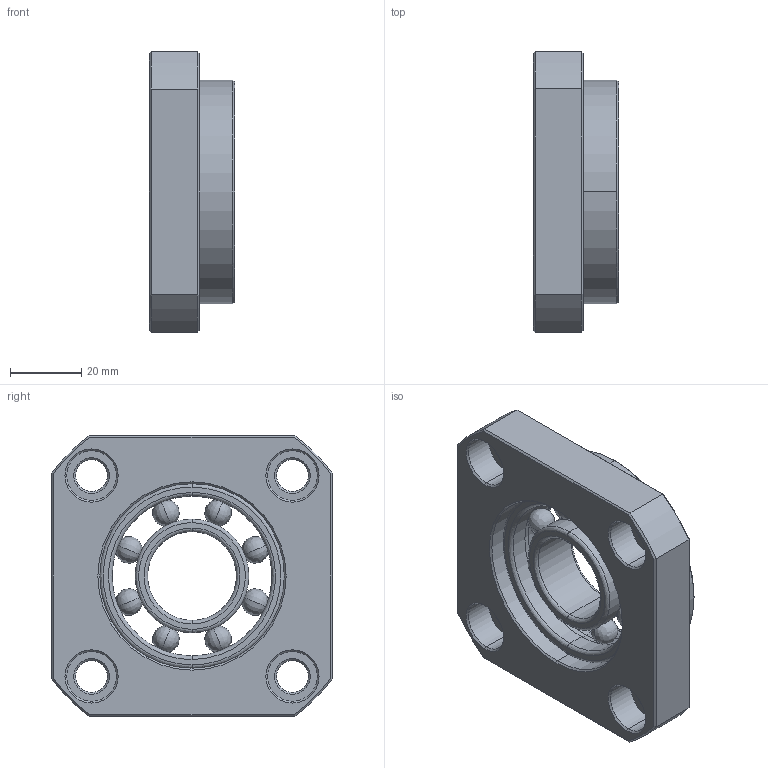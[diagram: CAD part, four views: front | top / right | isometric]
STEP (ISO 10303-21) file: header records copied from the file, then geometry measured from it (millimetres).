
FILE_DESCRIPTION (( 'STEP AP214' ), '1' );
FILE_NAME ('FFN25-Rollco.step', '2023-04-27T09:19:46', ( '' ), ( '' ), 'SwSTEP 2.0', 'SolidWorks 2010', '' );
FILE_SCHEMA (( 'AUTOMOTIVE_DESIGN' ));
Length unit declared in the file: millimetre
Products named in the file (3): FF25; FFN25_Bearing; FFN25-Rollco
Assembly tree (2 placements, depth 2):
  FFN25-Rollco
    FFN25_Bearing
    FF25
Bounding box: 24 x 79 x 79 mm (x, y, z)
Volume: 71932.1 mm3; surface area: 28981.9 mm2
Topology: 11 solids, 11 shells, 135 faces, 304 edges, 164 vertices
Faces by surface type: bspline 38, cone 38, cylinder 36, plane 23
Entity records: 4177 total; most frequent: CARTESIAN_POINT 1242, DIRECTION 598, ORIENTED_EDGE 544, EDGE_CURVE 272, AXIS2_PLACEMENT_3D 256, VERTEX_POINT 164, EDGE_LOOP 154, CIRCLE 154
